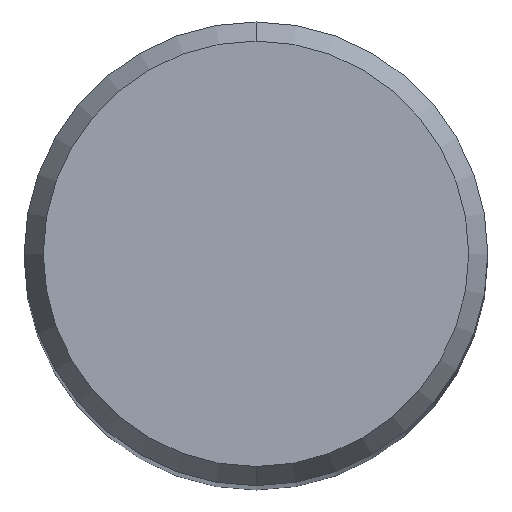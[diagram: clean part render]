
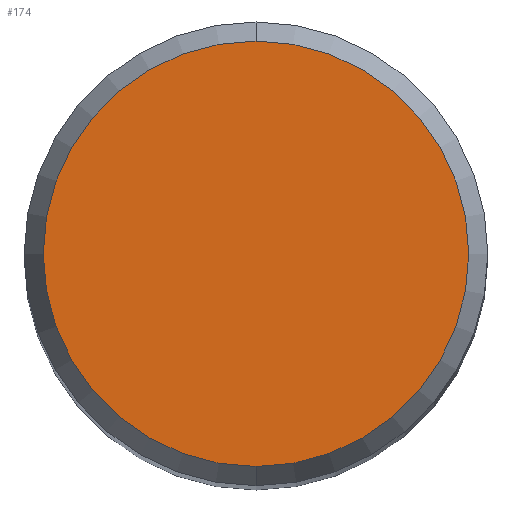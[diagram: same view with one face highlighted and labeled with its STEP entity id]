
A CAD part, top view. The second image highlights one B-rep face of the part: STEP entity #174.
In plain terms, the highlighted planar face has unit normal (0, 0, 1).
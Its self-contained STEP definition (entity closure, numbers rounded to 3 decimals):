
#160=VERTEX_POINT('',#313);
#162=EDGE_CURVE('',#160,#170,#315,.T.);
#170=VERTEX_POINT('',#324);
#174=ADVANCED_FACE('',(#330),#331,.T.);
#208=EDGE_CURVE('',#170,#160,#369,.T.);
#313=CARTESIAN_POINT('',(0.0,5.104,0.0));
#315=CIRCLE('',#492,5.104);
#324=CARTESIAN_POINT('',(0.,-5.104,0.0));
#330=FACE_OUTER_BOUND('',#507,.T.);
#331=PLANE('',#508);
#369=CIRCLE('',#557,5.104);
#492=AXIS2_PLACEMENT_3D('',#679,#680,#681);
#507=EDGE_LOOP('',(#697,#698));
#508=AXIS2_PLACEMENT_3D('',#699,#700,#701);
#557=AXIS2_PLACEMENT_3D('',#742,#743,#744);
#679=CARTESIAN_POINT('',(0.0,0.0,0.0));
#680=DIRECTION('',(0.0,0.0,-1.0));
#681=DIRECTION('',(0.0,1.0,0.0));
#697=ORIENTED_EDGE('',*,*,#162,.F.);
#698=ORIENTED_EDGE('',*,*,#208,.F.);
#699=CARTESIAN_POINT('',(0.0,2.552,0.0));
#700=DIRECTION('',(-0.0,0.0,1.0));
#701=DIRECTION('',(0.0,-1.0,0.0));
#742=CARTESIAN_POINT('',(0.0,0.0,0.0));
#743=DIRECTION('',(0.0,0.0,-1.0));
#744=DIRECTION('',(0.0,1.0,0.0));
